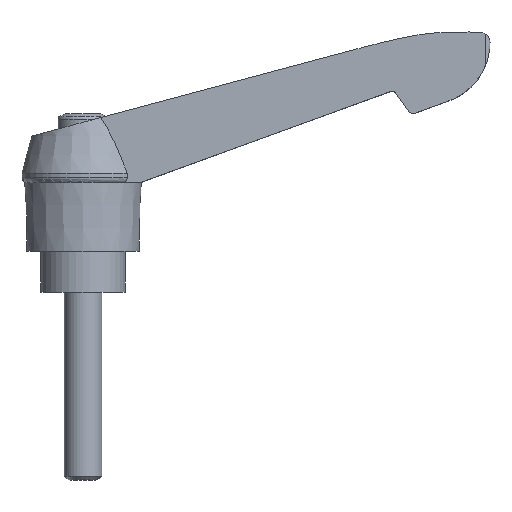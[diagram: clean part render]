
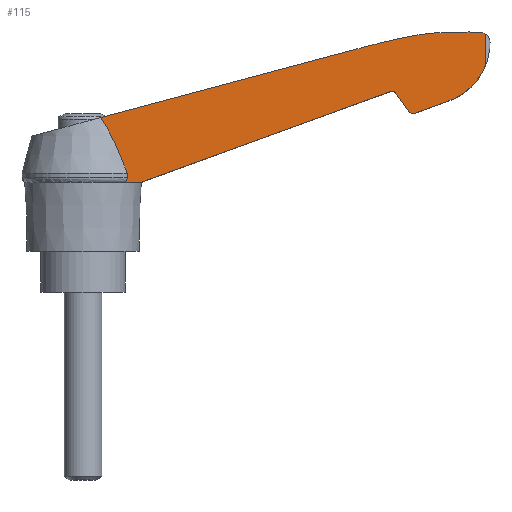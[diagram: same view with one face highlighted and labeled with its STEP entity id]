
A CAD part, top view. The second image highlights one B-rep face of the part: STEP entity #115.
In plain terms, the highlighted planar face has unit normal (0.034, 0, 0.999).
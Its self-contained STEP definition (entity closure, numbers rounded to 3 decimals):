
#115 = ADVANCED_FACE( '', ( #302 ), #303, .F. );
#302 = FACE_OUTER_BOUND( '', #568, .T. );
#303 = PLANE( '', #569 );
#568 = EDGE_LOOP( '', ( #852, #853, #854, #855, #856, #857, #858, #859, #860, #861, #862, #863, #864, #865, #866, #867 ) );
#569 = AXIS2_PLACEMENT_3D( '', #868, #869, #870 );
#852 = ORIENTED_EDGE( '', *, *, #1594, .F. );
#853 = ORIENTED_EDGE( '', *, *, #1603, .T. );
#854 = ORIENTED_EDGE( '', *, *, #1604, .F. );
#855 = ORIENTED_EDGE( '', *, *, #1605, .F. );
#856 = ORIENTED_EDGE( '', *, *, #1606, .T. );
#857 = ORIENTED_EDGE( '', *, *, #1607, .F. );
#858 = ORIENTED_EDGE( '', *, *, #1608, .F. );
#859 = ORIENTED_EDGE( '', *, *, #1609, .F. );
#860 = ORIENTED_EDGE( '', *, *, #1610, .F. );
#861 = ORIENTED_EDGE( '', *, *, #1611, .F. );
#862 = ORIENTED_EDGE( '', *, *, #1612, .F. );
#863 = ORIENTED_EDGE( '', *, *, #1613, .F. );
#864 = ORIENTED_EDGE( '', *, *, #1614, .F. );
#865 = ORIENTED_EDGE( '', *, *, #1615, .F. );
#866 = ORIENTED_EDGE( '', *, *, #1616, .F. );
#867 = ORIENTED_EDGE( '', *, *, #1617, .F. );
#868 = CARTESIAN_POINT( '', ( 0., 46.5, 6.943 ) );
#869 = DIRECTION( '', ( -0.034, 0., -0.999 ) );
#870 = DIRECTION( '', ( -0.999, 0., 0.034 ) );
#1594 = EDGE_CURVE( '', #1903, #1905, #1906, .T. );
#1603 = EDGE_CURVE( '', #1903, #1920, #1921, .T. );
#1604 = EDGE_CURVE( '', #1922, #1920, #1923, .T. );
#1605 = EDGE_CURVE( '', #1924, #1922, #1925, .T. );
#1606 = EDGE_CURVE( '', #1924, #1926, #1927, .T. );
#1607 = EDGE_CURVE( '', #1928, #1926, #1929, .T. );
#1608 = EDGE_CURVE( '', #1930, #1928, #1931, .T. );
#1609 = EDGE_CURVE( '', #1932, #1930, #1933, .T. );
#1610 = EDGE_CURVE( '', #1934, #1932, #1935, .T. );
#1611 = EDGE_CURVE( '', #1936, #1934, #1937, .T. );
#1612 = EDGE_CURVE( '', #1938, #1936, #1939, .T. );
#1613 = EDGE_CURVE( '', #1940, #1938, #1941, .T. );
#1614 = EDGE_CURVE( '', #1942, #1940, #1943, .T. );
#1615 = EDGE_CURVE( '', #1944, #1942, #1945, .T. );
#1616 = EDGE_CURVE( '', #1946, #1944, #1947, .T. );
#1617 = EDGE_CURVE( '', #1905, #1946, #1948, .T. );
#1903 = VERTEX_POINT( '', #2355 );
#1905 = VERTEX_POINT( '', #2357 );
#1906 = LINE( '', #2358, #2359 );
#1920 = VERTEX_POINT( '', #2378 );
#1921 = B_SPLINE_CURVE_WITH_KNOTS( '', 3, ( #2379, #2380, #2381, #2382, #2383, #2384 ), .UNSPECIFIED., .F., .F., ( 4, 2, 4 ), ( 0., 0.001, 0.001 ), .UNSPECIFIED. );
#1922 = VERTEX_POINT( '', #2385 );
#1923 = LINE( '', #2386, #2387 );
#1924 = VERTEX_POINT( '', #2388 );
#1925 = LINE( '', #2389, #2390 );
#1926 = VERTEX_POINT( '', #2391 );
#1927 = ELLIPSE( '', #2392, 0.7, 0.7 );
#1928 = VERTEX_POINT( '', #2393 );
#1929 = LINE( '', #2394, #2395 );
#1930 = VERTEX_POINT( '', #2396 );
#1931 = ELLIPSE( '', #2397, 1.001, 1. );
#1932 = VERTEX_POINT( '', #2398 );
#1933 = LINE( '', #2399, #2400 );
#1934 = VERTEX_POINT( '', #2401 );
#1935 = ELLIPSE( '', #2402, 10.006, 10. );
#1936 = VERTEX_POINT( '', #2403 );
#1937 = LINE( '', #2404, #2405 );
#1938 = VERTEX_POINT( '', #2406 );
#1939 = ELLIPSE( '', #2407, 1.601, 1.6 );
#1940 = VERTEX_POINT( '', #2408 );
#1941 = ELLIPSE( '', #2409, 35.02, 35. );
#1942 = VERTEX_POINT( '', #2410 );
#1943 = ELLIPSE( '', #2411, 35.02, 35. );
#1944 = VERTEX_POINT( '', #2412 );
#1945 = ELLIPSE( '', #2413, 141.08, 141. );
#1946 = VERTEX_POINT( '', #2414 );
#1947 = LINE( '', #2415, #2416 );
#1948 = B_SPLINE_CURVE_WITH_KNOTS( '', 3, ( #2417, #2418, #2419, #2420, #2421, #2422, #2423, #2424, #2425, #2426, #2427, #2428 ), .UNSPECIFIED., .F., .F., ( 4, 2, 2, 2, 2, 4 ), ( 0., 0.002, 0.005, 0.007, 0.009, 0.01 ), .UNSPECIFIED. );
#2355 = CARTESIAN_POINT( '', ( 7.079, 18.24, 6.704 ) );
#2357 = CARTESIAN_POINT( '', ( 7.079, 19., 6.704 ) );
#2358 = CARTESIAN_POINT( '', ( 7.079, 55.578, 6.704 ) );
#2359 = VECTOR( '', #3054, 1000. );
#2378 = CARTESIAN_POINT( '', ( 6.456, 17.5, 6.725 ) );
#2379 = CARTESIAN_POINT( '', ( 7.079, 18.24, 6.704 ) );
#2380 = CARTESIAN_POINT( '', ( 7.06, 18.071, 6.705 ) );
#2381 = CARTESIAN_POINT( '', ( 6.979, 17.916, 6.707 ) );
#2382 = CARTESIAN_POINT( '', ( 6.752, 17.666, 6.715 ) );
#2383 = CARTESIAN_POINT( '', ( 6.61, 17.571, 6.72 ) );
#2384 = CARTESIAN_POINT( '', ( 6.456, 17.5, 6.725 ) );
#2385 = CARTESIAN_POINT( '', ( 9.2, 17.5, 6.633 ) );
#2386 = CARTESIAN_POINT( '', ( -0.095, 17.5, 6.946 ) );
#2387 = VECTOR( '', #3063, 1000. );
#2388 = CARTESIAN_POINT( '', ( 49.14, 32.037, 5.285 ) );
#2389 = CARTESIAN_POINT( '', ( 9.107, 17.466, 6.636 ) );
#2390 = VECTOR( '', #3064, 1000. );
#2391 = CARTESIAN_POINT( '', ( 49.953, 31.781, 5.258 ) );
#2392 = AXIS2_PLACEMENT_3D( '', #3065, #3066, #3067 );
#2393 = CARTESIAN_POINT( '', ( 51.927, 28.962, 5.191 ) );
#2394 = CARTESIAN_POINT( '', ( 49.903, 31.852, 5.259 ) );
#2395 = VECTOR( '', #3068, 1000. );
#2396 = CARTESIAN_POINT( '', ( 53.088, 28.596, 5.152 ) );
#2397 = AXIS2_PLACEMENT_3D( '', #3069, #3070, #3071 );
#2398 = CARTESIAN_POINT( '', ( 57.9, 30.347, 4.99 ) );
#2399 = CARTESIAN_POINT( '', ( 52.951, 28.546, 5.156 ) );
#2400 = VECTOR( '', #3072, 1000. );
#2401 = CARTESIAN_POINT( '', ( 64.324, 36.302, 4.773 ) );
#2402 = AXIS2_PLACEMENT_3D( '', #3073, #3074, #3075 );
#2403 = CARTESIAN_POINT( '', ( 64.324, 41.207, 4.773 ) );
#2404 = CARTESIAN_POINT( '', ( 64.324, 46.5, 4.773 ) );
#2405 = VECTOR( '', #3076, 1000. );
#2406 = CARTESIAN_POINT( '', ( 63.6, 41.487, 4.797 ) );
#2407 = AXIS2_PLACEMENT_3D( '', #3077, #3078, #3079 );
#2408 = CARTESIAN_POINT( '', ( 59.7, 41.5, 4.929 ) );
#2409 = AXIS2_PLACEMENT_3D( '', #3080, #3081, #3082 );
#2410 = CARTESIAN_POINT( '', ( 53., 41., 5.155 ) );
#2411 = AXIS2_PLACEMENT_3D( '', #3083, #3084, #3085 );
#2412 = CARTESIAN_POINT( '', ( 43.4, 38.746, 5.479 ) );
#2413 = AXIS2_PLACEMENT_3D( '', #3086, #3087, #3088 );
#2414 = CARTESIAN_POINT( '', ( 2.77, 27.859, 6.849 ) );
#2415 = CARTESIAN_POINT( '', ( 43.266, 38.71, 5.483 ) );
#2416 = VECTOR( '', #3089, 1000. );
#2417 = CARTESIAN_POINT( '', ( 7.079, 19., 6.704 ) );
#2418 = CARTESIAN_POINT( '', ( 6.787, 19.77, 6.714 ) );
#2419 = CARTESIAN_POINT( '', ( 6.487, 20.537, 6.724 ) );
#2420 = CARTESIAN_POINT( '', ( 5.863, 22.061, 6.745 ) );
#2421 = CARTESIAN_POINT( '', ( 5.539, 22.819, 6.756 ) );
#2422 = CARTESIAN_POINT( '', ( 4.854, 24.317, 6.779 ) );
#2423 = CARTESIAN_POINT( '', ( 4.492, 25.057, 6.791 ) );
#2424 = CARTESIAN_POINT( '', ( 3.899, 26.141, 6.811 ) );
#2425 = CARTESIAN_POINT( '', ( 3.693, 26.497, 6.818 ) );
#2426 = CARTESIAN_POINT( '', ( 3.254, 27.194, 6.833 ) );
#2427 = CARTESIAN_POINT( '', ( 3.022, 27.535, 6.841 ) );
#2428 = CARTESIAN_POINT( '', ( 2.77, 27.859, 6.849 ) );
#3054 = DIRECTION( '', ( 0., 1., 0. ) );
#3063 = DIRECTION( '', ( -0.999, 0., 0.034 ) );
#3064 = DIRECTION( '', ( -0.939, -0.342, 0.032 ) );
#3065 = CARTESIAN_POINT( '', ( 49.38, 31.379, 5.277 ) );
#3066 = DIRECTION( '', ( -0.034, 0., -0.999 ) );
#3067 = DIRECTION( '', ( 0.999, 0., -0.034 ) );
#3068 = DIRECTION( '', ( -0.573, 0.819, 0.019 ) );
#3069 = CARTESIAN_POINT( '', ( 52.746, 29.535, 5.163 ) );
#3070 = DIRECTION( '', ( -0.034, 0., -0.999 ) );
#3071 = DIRECTION( '', ( 0.999, 0., -0.034 ) );
#3072 = DIRECTION( '', ( -0.939, -0.342, 0.032 ) );
#3073 = CARTESIAN_POINT( '', ( 55., 39.917, 5.087 ) );
#3074 = DIRECTION( '', ( -0.034, 0., -0.999 ) );
#3075 = DIRECTION( '', ( 0.999, 0., -0.034 ) );
#3076 = DIRECTION( '', ( 0., -1., 0. ) );
#3077 = CARTESIAN_POINT( '', ( 63.4, 39.9, 4.804 ) );
#3078 = DIRECTION( '', ( -0.034, 0., -0.999 ) );
#3079 = DIRECTION( '', ( 0.999, 0., -0.034 ) );
#3080 = CARTESIAN_POINT( '', ( 61.538, 6.548, 4.867 ) );
#3081 = DIRECTION( '', ( -0.034, 0., -0.999 ) );
#3082 = DIRECTION( '', ( 0.999, 0., -0.034 ) );
#3083 = CARTESIAN_POINT( '', ( 58.943, 6.508, 4.954 ) );
#3084 = DIRECTION( '', ( -0.034, 0., -0.999 ) );
#3085 = DIRECTION( '', ( 0.999, 0., -0.034 ) );
#3086 = CARTESIAN_POINT( '', ( 80.407, -97.311, 4.23 ) );
#3087 = DIRECTION( '', ( -0.034, 0., -0.999 ) );
#3088 = DIRECTION( '', ( 0.999, 0., -0.034 ) );
#3089 = DIRECTION( '', ( 0.965, 0.259, -0.033 ) );
